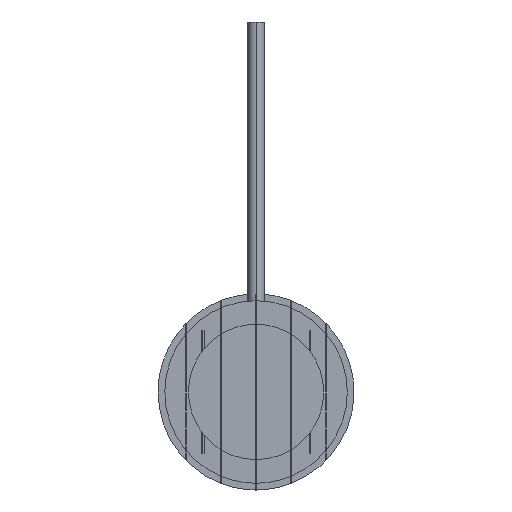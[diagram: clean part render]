
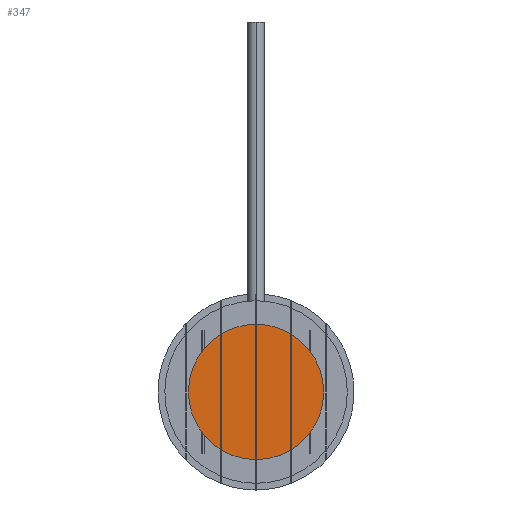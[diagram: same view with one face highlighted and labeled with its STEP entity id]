
A CAD part, front view. The second image highlights one B-rep face of the part: STEP entity #347.
In plain terms, the highlighted face is planar.
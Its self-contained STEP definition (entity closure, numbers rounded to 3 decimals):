
#101 = DIRECTION ( 'NONE',  ( 1., 0., 0. ) ) ;
#105 = DIRECTION ( 'NONE',  ( 0., 0., 1. ) ) ;
#158 = DIRECTION ( 'NONE',  ( 1., 0., 0. ) ) ;
#235 = EDGE_CURVE ( 'NONE', #4999, #3129, #2607, .T. ) ;
#347 = ADVANCED_FACE ( 'NONE', ( #9218 ), #9301, .F. ) ;
#402 = VERTEX_POINT ( 'NONE', #5428 ) ;
#630 = CARTESIAN_POINT ( 'NONE',  ( -1.05, 0., -1. ) ) ;
#644 = AXIS2_PLACEMENT_3D ( 'NONE', #7777, #6284, #1853 ) ;
#674 = ORIENTED_EDGE ( 'NONE', *, *, #1078, .T. ) ;
#776 = VERTEX_POINT ( 'NONE', #7314 ) ;
#808 = VERTEX_POINT ( 'NONE', #7037 ) ;
#995 = LINE ( 'NONE', #4878, #6939 ) ;
#1065 = VERTEX_POINT ( 'NONE', #7809 ) ;
#1078 = EDGE_CURVE ( 'NONE', #7925, #3598, #2539, .T. ) ;
#1224 = CIRCLE ( 'NONE', #8481, 276. ) ;
#1657 = EDGE_CURVE ( 'NONE', #808, #1065, #995, .T. ) ;
#1709 = AXIS2_PLACEMENT_3D ( 'NONE', #7212, #2759, #7975 ) ;
#1736 = EDGE_CURVE ( 'NONE', #776, #2035, #4733, .T. ) ;
#1743 = CARTESIAN_POINT ( 'NONE',  ( 0., 0., -1. ) ) ;
#1813 = VECTOR ( 'NONE', #8327, 1000. ) ;
#1853 = DIRECTION ( 'NONE',  ( 1., 0., 0. ) ) ;
#2035 = VERTEX_POINT ( 'NONE', #5104 ) ;
#2055 = VECTOR ( 'NONE', #2208, 1000. ) ;
#2208 = DIRECTION ( 'NONE',  ( -1., 0., 0. ) ) ;
#2228 = EDGE_LOOP ( 'NONE', ( #9170, #9024, #8008, #2256, #8087, #4477, #6904, #4399, #2563, #8838, #4042, #674, #2890, #5167 ) ) ;
#2256 = ORIENTED_EDGE ( 'NONE', *, *, #3070, .T. ) ;
#2295 = LINE ( 'NONE', #8158, #2055 ) ;
#2457 = EDGE_CURVE ( 'NONE', #2035, #3598, #1224, .T. ) ;
#2507 = VECTOR ( 'NONE', #5486, 1000. ) ;
#2539 = LINE ( 'NONE', #4262, #8245 ) ;
#2563 = ORIENTED_EDGE ( 'NONE', *, *, #5569, .F. ) ;
#2566 = AXIS2_PLACEMENT_3D ( 'NONE', #9539, #4948, #2769 ) ;
#2595 = CARTESIAN_POINT ( 'NONE',  ( -1.05, -275.998, -1. ) ) ;
#2607 = LINE ( 'NONE', #6976, #2507 ) ;
#2693 = DIRECTION ( 'NONE',  ( 0., -1., 0. ) ) ;
#2747 = VECTOR ( 'NONE', #8829, 1000. ) ;
#2759 = DIRECTION ( 'NONE',  ( 0., 0., 1. ) ) ;
#2769 = DIRECTION ( 'NONE',  ( 1., 0., 0. ) ) ;
#2884 = CARTESIAN_POINT ( 'NONE',  ( 142.1, 0., -1. ) ) ;
#2890 = ORIENTED_EDGE ( 'NONE', *, *, #2457, .F. ) ;
#3070 = EDGE_CURVE ( 'NONE', #3129, #402, #4717, .T. ) ;
#3094 = CIRCLE ( 'NONE', #1709, 276. ) ;
#3129 = VERTEX_POINT ( 'NONE', #2884 ) ;
#3219 = EDGE_CURVE ( 'NONE', #6526, #7771, #2295, .T. ) ;
#3298 = AXIS2_PLACEMENT_3D ( 'NONE', #9113, #4622, #158 ) ;
#3390 = DIRECTION ( 'NONE',  ( -1., 0., 0. ) ) ;
#3598 = VERTEX_POINT ( 'NONE', #4484 ) ;
#3780 = DIRECTION ( 'NONE',  ( 0., -1., 0. ) ) ;
#3850 = DIRECTION ( 'NONE',  ( 1., 0., 0. ) ) ;
#3943 = AXIS2_PLACEMENT_3D ( 'NONE', #9062, #4572, #101 ) ;
#4042 = ORIENTED_EDGE ( 'NONE', *, *, #5947, .T. ) ;
#4262 = CARTESIAN_POINT ( 'NONE',  ( -144.2, 0., -1. ) ) ;
#4324 = CARTESIAN_POINT ( 'NONE',  ( 142.1, 0., -1. ) ) ;
#4394 = DIRECTION ( 'NONE',  ( 0., 1., 0. ) ) ;
#4399 = ORIENTED_EDGE ( 'NONE', *, *, #7527, .T. ) ;
#4477 = ORIENTED_EDGE ( 'NONE', *, *, #6339, .T. ) ;
#4484 = CARTESIAN_POINT ( 'NONE',  ( -144.2, -235.335, -1. ) ) ;
#4572 = DIRECTION ( 'NONE',  ( 0., 0., 1. ) ) ;
#4622 = DIRECTION ( 'NONE',  ( 0., 0., 1. ) ) ;
#4717 = LINE ( 'NONE', #4324, #2747 ) ;
#4729 = EDGE_CURVE ( 'NONE', #6660, #776, #8809, .T. ) ;
#4733 = CIRCLE ( 'NONE', #2566, 276. ) ;
#4878 = CARTESIAN_POINT ( 'NONE',  ( -142.1, 0., -1. ) ) ;
#4948 = DIRECTION ( 'NONE',  ( 0., 0., 1. ) ) ;
#4999 = VERTEX_POINT ( 'NONE', #9292 ) ;
#5104 = CARTESIAN_POINT ( 'NONE',  ( -276., 0., -1. ) ) ;
#5166 = CARTESIAN_POINT ( 'NONE',  ( 1.05, 0., -1. ) ) ;
#5167 = ORIENTED_EDGE ( 'NONE', *, *, #1736, .F. ) ;
#5428 = CARTESIAN_POINT ( 'NONE',  ( 142.1, -236.609, -1. ) ) ;
#5486 = DIRECTION ( 'NONE',  ( -1., 0., 0. ) ) ;
#5569 = EDGE_CURVE ( 'NONE', #808, #5975, #6347, .T. ) ;
#5947 = EDGE_CURVE ( 'NONE', #1065, #7925, #7540, .T. ) ;
#5975 = VERTEX_POINT ( 'NONE', #2595 ) ;
#6024 = CARTESIAN_POINT ( 'NONE',  ( 1.05, 0., -1. ) ) ;
#6087 = CARTESIAN_POINT ( 'NONE',  ( 144.2, 0., -1. ) ) ;
#6284 = DIRECTION ( 'NONE',  ( 0., 0., 1. ) ) ;
#6339 = EDGE_CURVE ( 'NONE', #8997, #6526, #7649, .T. ) ;
#6347 = CIRCLE ( 'NONE', #3943, 276. ) ;
#6526 = VERTEX_POINT ( 'NONE', #6024 ) ;
#6591 = EDGE_CURVE ( 'NONE', #6660, #4999, #7752, .T. ) ;
#6660 = VERTEX_POINT ( 'NONE', #6903 ) ;
#6730 = VECTOR ( 'NONE', #4394, 1000. ) ;
#6903 = CARTESIAN_POINT ( 'NONE',  ( 144.2, -235.335, -1. ) ) ;
#6904 = ORIENTED_EDGE ( 'NONE', *, *, #3219, .T. ) ;
#6939 = VECTOR ( 'NONE', #8599, 1000. ) ;
#6976 = CARTESIAN_POINT ( 'NONE',  ( 0., 0., -1. ) ) ;
#7022 = VECTOR ( 'NONE', #2693, 1000. ) ;
#7037 = CARTESIAN_POINT ( 'NONE',  ( -142.1, -236.609, -1. ) ) ;
#7212 = CARTESIAN_POINT ( 'NONE',  ( 0., 0., -1. ) ) ;
#7314 = CARTESIAN_POINT ( 'NONE',  ( 276., 0., -1. ) ) ;
#7399 = CARTESIAN_POINT ( 'NONE',  ( 1.05, -275.998, -1. ) ) ;
#7527 = EDGE_CURVE ( 'NONE', #7771, #5975, #9059, .T. ) ;
#7540 = LINE ( 'NONE', #7846, #9549 ) ;
#7563 = EDGE_CURVE ( 'NONE', #8997, #402, #3094, .T. ) ;
#7649 = LINE ( 'NONE', #5166, #6730 ) ;
#7752 = LINE ( 'NONE', #6087, #1813 ) ;
#7771 = VERTEX_POINT ( 'NONE', #630 ) ;
#7777 = CARTESIAN_POINT ( 'NONE',  ( 0., 0., -1. ) ) ;
#7809 = CARTESIAN_POINT ( 'NONE',  ( -142.1, 0., -1. ) ) ;
#7846 = CARTESIAN_POINT ( 'NONE',  ( 0., 0., -1. ) ) ;
#7911 = CARTESIAN_POINT ( 'NONE',  ( -1.05, 0., -1. ) ) ;
#7925 = VERTEX_POINT ( 'NONE', #8346 ) ;
#7975 = DIRECTION ( 'NONE',  ( 1., 0., 0. ) ) ;
#8008 = ORIENTED_EDGE ( 'NONE', *, *, #235, .T. ) ;
#8087 = ORIENTED_EDGE ( 'NONE', *, *, #7563, .F. ) ;
#8158 = CARTESIAN_POINT ( 'NONE',  ( 0., 0., -1. ) ) ;
#8245 = VECTOR ( 'NONE', #3780, 1000. ) ;
#8327 = DIRECTION ( 'NONE',  ( 0., 1., 0. ) ) ;
#8346 = CARTESIAN_POINT ( 'NONE',  ( -144.2, 0., -1. ) ) ;
#8481 = AXIS2_PLACEMENT_3D ( 'NONE', #1743, #105, #3850 ) ;
#8599 = DIRECTION ( 'NONE',  ( 0., 1., 0. ) ) ;
#8809 = CIRCLE ( 'NONE', #3298, 276. ) ;
#8829 = DIRECTION ( 'NONE',  ( 0., -1., 0. ) ) ;
#8838 = ORIENTED_EDGE ( 'NONE', *, *, #1657, .T. ) ;
#8997 = VERTEX_POINT ( 'NONE', #7399 ) ;
#9024 = ORIENTED_EDGE ( 'NONE', *, *, #6591, .T. ) ;
#9059 = LINE ( 'NONE', #7911, #7022 ) ;
#9062 = CARTESIAN_POINT ( 'NONE',  ( 0., 0., -1. ) ) ;
#9113 = CARTESIAN_POINT ( 'NONE',  ( 0., 0., -1. ) ) ;
#9170 = ORIENTED_EDGE ( 'NONE', *, *, #4729, .F. ) ;
#9218 = FACE_OUTER_BOUND ( 'NONE', #2228, .T. ) ;
#9292 = CARTESIAN_POINT ( 'NONE',  ( 144.2, 0., -1. ) ) ;
#9301 = PLANE ( 'NONE',  #644 ) ;
#9539 = CARTESIAN_POINT ( 'NONE',  ( 0., 0., -1. ) ) ;
#9549 = VECTOR ( 'NONE', #3390, 1000. ) ;
